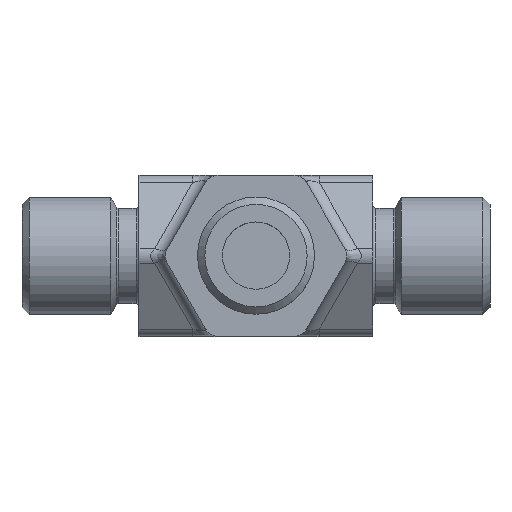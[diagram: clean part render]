
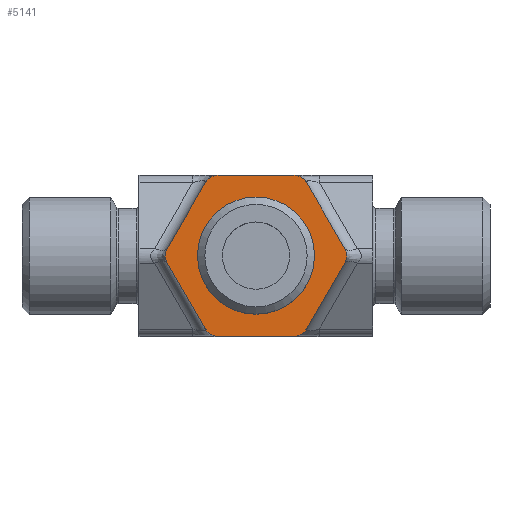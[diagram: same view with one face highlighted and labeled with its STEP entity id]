
A CAD part, top view. The second image highlights one B-rep face of the part: STEP entity #5141.
In plain terms, the highlighted planar face has unit normal (0, 0, 1).
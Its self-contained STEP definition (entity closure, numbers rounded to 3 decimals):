
#68=CIRCLE('',#5410,3.45);
#77=CIRCLE('',#5425,1.);
#81=CIRCLE('',#5432,1.);
#85=CIRCLE('',#5442,1.);
#89=CIRCLE('',#5452,1.);
#93=CIRCLE('',#5460,1.);
#97=CIRCLE('',#5470,1.);
#220=FACE_BOUND('',#946,.T.);
#368=PLANE('',#5474);
#631=FACE_OUTER_BOUND('',#945,.T.);
#945=EDGE_LOOP('',(#4579,#4580,#4581,#4582,#4583,#4584,#4585,#4586,#4587,
#4588,#4589,#4590));
#946=EDGE_LOOP('',(#4591));
#1408=LINE('',#8592,#1908);
#1435=LINE('',#8863,#1935);
#1436=LINE('',#8865,#1936);
#1451=LINE('',#9017,#1951);
#1452=LINE('',#9019,#1952);
#1453=LINE('',#9020,#1953);
#1908=VECTOR('',#6231,10.);
#1935=VECTOR('',#6454,10.);
#1936=VECTOR('',#6457,10.);
#1951=VECTOR('',#6526,10.);
#1952=VECTOR('',#6529,10.);
#1953=VECTOR('',#6530,10.);
#2464=VERTEX_POINT('',#8562);
#2478=VERTEX_POINT('',#8590);
#2510=VERTEX_POINT('',#8696);
#2519=VERTEX_POINT('',#8747);
#2520=VERTEX_POINT('',#8748);
#2525=VERTEX_POINT('',#8789);
#2532=VERTEX_POINT('',#8853);
#2533=VERTEX_POINT('',#8854);
#2537=VERTEX_POINT('',#8898);
#2543=VERTEX_POINT('',#8939);
#2544=VERTEX_POINT('',#8940);
#2551=VERTEX_POINT('',#9005);
#2552=VERTEX_POINT('',#9006);
#3128=EDGE_CURVE('',#2478,#2464,#1408,.T.);
#3176=EDGE_CURVE('',#2510,#2510,#68,.T.);
#3189=EDGE_CURVE('',#2519,#2520,#77,.T.);
#3198=EDGE_CURVE('',#2464,#2525,#81,.T.);
#3211=EDGE_CURVE('',#2532,#2533,#85,.T.);
#3216=EDGE_CURVE('',#2533,#2519,#1435,.T.);
#3217=EDGE_CURVE('',#2525,#2532,#1436,.T.);
#3221=EDGE_CURVE('',#2537,#2478,#89,.T.);
#3229=EDGE_CURVE('',#2543,#2544,#93,.T.);
#3243=EDGE_CURVE('',#2551,#2552,#97,.T.);
#3249=EDGE_CURVE('',#2544,#2551,#1451,.T.);
#3250=EDGE_CURVE('',#2552,#2537,#1452,.T.);
#3251=EDGE_CURVE('',#2520,#2543,#1453,.T.);
#4579=ORIENTED_EDGE('',*,*,#3189,.F.);
#4580=ORIENTED_EDGE('',*,*,#3216,.F.);
#4581=ORIENTED_EDGE('',*,*,#3211,.F.);
#4582=ORIENTED_EDGE('',*,*,#3217,.F.);
#4583=ORIENTED_EDGE('',*,*,#3198,.F.);
#4584=ORIENTED_EDGE('',*,*,#3128,.F.);
#4585=ORIENTED_EDGE('',*,*,#3221,.F.);
#4586=ORIENTED_EDGE('',*,*,#3250,.F.);
#4587=ORIENTED_EDGE('',*,*,#3243,.F.);
#4588=ORIENTED_EDGE('',*,*,#3249,.F.);
#4589=ORIENTED_EDGE('',*,*,#3229,.F.);
#4590=ORIENTED_EDGE('',*,*,#3251,.F.);
#4591=ORIENTED_EDGE('',*,*,#3176,.T.);
#5141=ADVANCED_FACE('',(#631,#220),#368,.T.);
#5410=AXIS2_PLACEMENT_3D('',#8697,#6366,#6367);
#5425=AXIS2_PLACEMENT_3D('',#8749,#6398,#6399);
#5432=AXIS2_PLACEMENT_3D('',#8790,#6416,#6417);
#5442=AXIS2_PLACEMENT_3D('',#8855,#6443,#6444);
#5452=AXIS2_PLACEMENT_3D('',#8899,#6468,#6469);
#5460=AXIS2_PLACEMENT_3D('',#8941,#6486,#6487);
#5470=AXIS2_PLACEMENT_3D('',#9007,#6514,#6515);
#5474=AXIS2_PLACEMENT_3D('',#9018,#6527,#6528);
#6231=DIRECTION('',(-1.,0.,0.));
#6366=DIRECTION('center_axis',(0.,0.,-1.));
#6367=DIRECTION('ref_axis',(-1.,0.,0.));
#6398=DIRECTION('center_axis',(0.,0.,-1.));
#6399=DIRECTION('ref_axis',(-0.5,0.866,0.));
#6416=DIRECTION('center_axis',(0.,0.,-1.));
#6417=DIRECTION('ref_axis',(-0.5,-0.866,0.));
#6443=DIRECTION('center_axis',(0.,0.,-1.));
#6444=DIRECTION('ref_axis',(-1.,0.,0.));
#6454=DIRECTION('',(0.5,0.866,0.));
#6457=DIRECTION('',(-0.5,0.866,0.));
#6468=DIRECTION('center_axis',(0.,0.,-1.));
#6469=DIRECTION('ref_axis',(0.5,-0.866,0.));
#6486=DIRECTION('center_axis',(0.,0.,-1.));
#6487=DIRECTION('ref_axis',(0.5,0.866,0.));
#6514=DIRECTION('center_axis',(0.,0.,-1.));
#6515=DIRECTION('ref_axis',(1.,0.,0.));
#6526=DIRECTION('',(0.5,-0.866,0.));
#6527=DIRECTION('center_axis',(0.,0.,1.));
#6528=DIRECTION('ref_axis',(1.,0.,0.));
#6529=DIRECTION('',(-0.5,-0.866,0.));
#6530=DIRECTION('',(1.,0.,0.));
#8562=CARTESIAN_POINT('',(-2.598,-5.5,16.));
#8590=CARTESIAN_POINT('',(2.598,-5.5,16.));
#8592=CARTESIAN_POINT('',(3.175,-5.5,16.));
#8696=CARTESIAN_POINT('',(3.45,0.,16.));
#8697=CARTESIAN_POINT('Origin',(0.,0.,16.));
#8747=CARTESIAN_POINT('',(-3.464,5.,16.));
#8748=CARTESIAN_POINT('',(-2.598,5.5,16.));
#8749=CARTESIAN_POINT('Origin',(-2.598,4.5,16.));
#8789=CARTESIAN_POINT('',(-3.464,-5.,16.));
#8790=CARTESIAN_POINT('Origin',(-2.598,-4.5,16.));
#8853=CARTESIAN_POINT('',(-6.062,-0.5,16.));
#8854=CARTESIAN_POINT('',(-6.062,0.5,16.));
#8855=CARTESIAN_POINT('Origin',(-5.196,0.,
16.));
#8863=CARTESIAN_POINT('',(-6.351,0.,16.));
#8865=CARTESIAN_POINT('',(-3.175,-5.5,16.));
#8898=CARTESIAN_POINT('',(3.464,-5.,16.));
#8899=CARTESIAN_POINT('Origin',(2.598,-4.5,16.));
#8939=CARTESIAN_POINT('',(2.598,5.5,16.));
#8940=CARTESIAN_POINT('',(3.464,5.,16.));
#8941=CARTESIAN_POINT('Origin',(2.598,4.5,16.));
#9005=CARTESIAN_POINT('',(6.062,0.5,16.));
#9006=CARTESIAN_POINT('',(6.062,-0.5,16.));
#9007=CARTESIAN_POINT('Origin',(5.196,0.,
16.));
#9017=CARTESIAN_POINT('',(3.175,5.5,16.));
#9018=CARTESIAN_POINT('Origin',(0.,0.,
16.));
#9019=CARTESIAN_POINT('',(6.351,0.,16.));
#9020=CARTESIAN_POINT('',(-3.175,5.5,16.));
